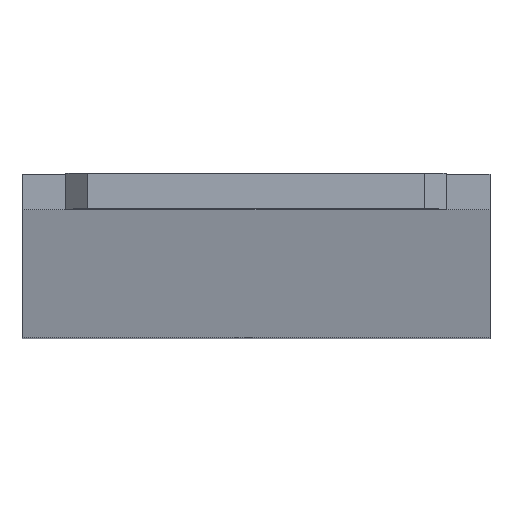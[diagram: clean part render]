
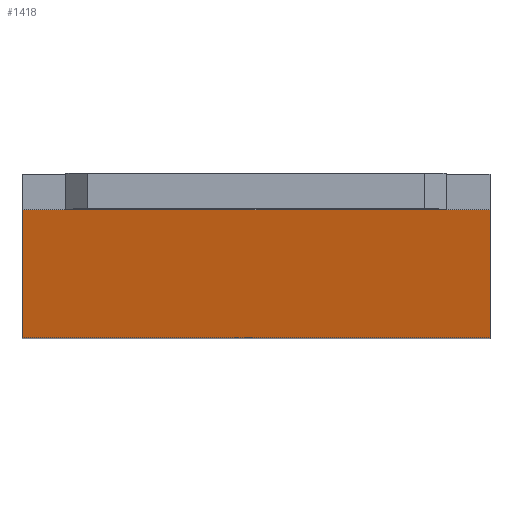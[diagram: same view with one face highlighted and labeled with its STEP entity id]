
A CAD part, top view. The second image highlights one B-rep face of the part: STEP entity #1418.
In plain terms, the highlighted planar face has unit normal (0, -0.217, 0.976).
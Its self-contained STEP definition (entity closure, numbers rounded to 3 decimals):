
#112=FACE_OUTER_BOUND('',#179,.T.);
#179=EDGE_LOOP('',(#1089,#1090,#1091,#1092));
#303=LINE('',#2051,#498);
#308=LINE('',#2061,#503);
#325=LINE('',#2095,#520);
#327=LINE('',#2098,#522);
#498=VECTOR('',#1681,1.);
#503=VECTOR('',#1690,1.);
#520=VECTOR('',#1711,1.);
#522=VECTOR('',#1715,1.);
#670=VERTEX_POINT('',#2048);
#671=VERTEX_POINT('',#2050);
#674=VERTEX_POINT('',#2059);
#689=VERTEX_POINT('',#2094);
#823=EDGE_CURVE('',#670,#671,#303,.T.);
#828=EDGE_CURVE('',#674,#670,#308,.T.);
#845=EDGE_CURVE('',#689,#671,#325,.T.);
#847=EDGE_CURVE('',#674,#689,#327,.T.);
#1089=ORIENTED_EDGE('',*,*,#847,.T.);
#1090=ORIENTED_EDGE('',*,*,#845,.T.);
#1091=ORIENTED_EDGE('',*,*,#823,.F.);
#1092=ORIENTED_EDGE('',*,*,#828,.F.);
#1351=PLANE('',#1499);
#1418=ADVANCED_FACE('',(#112),#1351,.T.);
#1499=AXIS2_PLACEMENT_3D('',#2097,#1713,#1714);
#1681=DIRECTION('',(1.,0.,0.));
#1690=DIRECTION('',(0.,0.976,0.217));
#1711=DIRECTION('',(0.,0.976,0.217));
#1713=DIRECTION('center_axis',(0.,-0.217,
0.976));
#1714=DIRECTION('ref_axis',(0.,0.976,0.217));
#1715=DIRECTION('',(1.,0.,0.));
#2048=CARTESIAN_POINT('',(-0.998,0.77,8.325));
#2050=CARTESIAN_POINT('',(5.578,0.77,8.325));
#2051=CARTESIAN_POINT('',(-0.998,0.77,8.325));
#2059=CARTESIAN_POINT('',(-0.998,-1.03,7.925));
#2061=CARTESIAN_POINT('',(-0.998,-1.03,7.925));
#2094=CARTESIAN_POINT('',(5.578,-1.03,7.925));
#2095=CARTESIAN_POINT('',(5.578,-1.03,7.925));
#2097=CARTESIAN_POINT('Origin',(-0.998,-1.03,7.925));
#2098=CARTESIAN_POINT('',(-0.998,-1.03,7.925));
